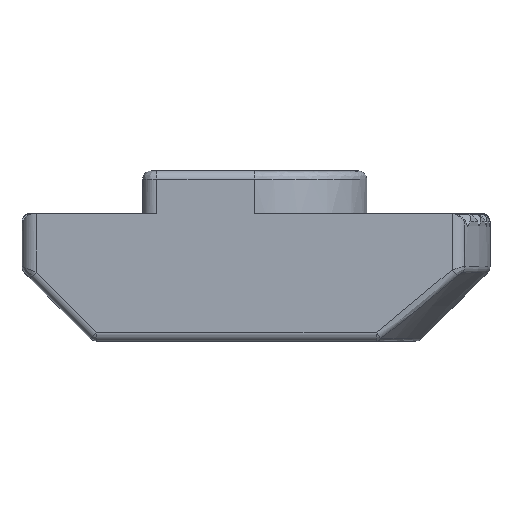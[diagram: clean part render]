
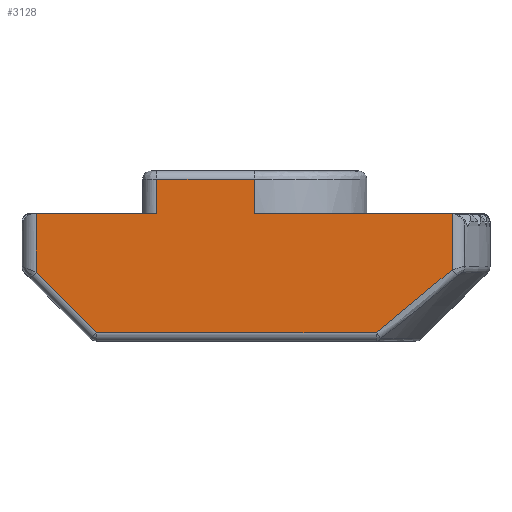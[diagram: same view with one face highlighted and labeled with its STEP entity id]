
A CAD part, front view. The second image highlights one B-rep face of the part: STEP entity #3128.
In plain terms, the highlighted planar face has unit normal (0, -1, 0).
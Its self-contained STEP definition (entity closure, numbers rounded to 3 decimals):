
#67 = ORIENTED_EDGE ( 'NONE', *, *, #3663, .F. ) ;
#77 = CARTESIAN_POINT ( 'NONE',  ( 6.87, -4., 4.5 ) ) ;
#93 = FACE_OUTER_BOUND ( 'NONE', #1915, .T. ) ;
#322 = VERTEX_POINT ( 'NONE', #565 ) ;
#396 = VECTOR ( 'NONE', #2512, 1000. ) ;
#527 = VECTOR ( 'NONE', #1995, 1000. ) ;
#556 = CARTESIAN_POINT ( 'NONE',  ( 6.915, -4., 4.5 ) ) ;
#560 = VERTEX_POINT ( 'NONE', #1282 ) ;
#565 = CARTESIAN_POINT ( 'NONE',  ( -7.75, -4., 2.424 ) ) ;
#613 = CARTESIAN_POINT ( 'NONE',  ( 4.238, -4., 0.3 ) ) ;
#629 = CARTESIAN_POINT ( 'NONE',  ( 4.701, -4., 0.649 ) ) ;
#633 = VERTEX_POINT ( 'NONE', #3331 ) ;
#642 = CARTESIAN_POINT ( 'NONE',  ( 5.152, -4., 1.012 ) ) ;
#702 = ORIENTED_EDGE ( 'NONE', *, *, #2549, .F. ) ;
#719 = EDGE_CURVE ( 'NONE', #322, #2379, #980, .T. ) ;
#724 = CARTESIAN_POINT ( 'NONE',  ( 6.915, -4., 2.517 ) ) ;
#737 = CARTESIAN_POINT ( 'NONE',  ( 6.042, -4., 1.755 ) ) ;
#764 = EDGE_CURVE ( 'NONE', #2379, #633, #1411, .T. ) ;
#767 = CARTESIAN_POINT ( 'NONE',  ( 6.48, -4., 2.133 ) ) ;
#768 = B_SPLINE_CURVE_WITH_KNOTS ( 'NONE', 3,
 ( #724, #767, #737, #642, #629, #613 ),
 .UNSPECIFIED., .F., .F.,
 ( 4, 2, 4 ),
 ( 0., 0.5, 1. ),
 .UNSPECIFIED. ) ;
#794 = VERTEX_POINT ( 'NONE', #1781 ) ;
#817 = VECTOR ( 'NONE', #4459, 1000. ) ;
#898 = EDGE_CURVE ( 'NONE', #3932, #3279, #768, .T. ) ;
#965 = ORIENTED_EDGE ( 'NONE', *, *, #719, .F. ) ;
#971 = ORIENTED_EDGE ( 'NONE', *, *, #3542, .F. ) ;
#980 = LINE ( 'NONE', #2626, #1111 ) ;
#984 = ORIENTED_EDGE ( 'NONE', *, *, #1625, .F. ) ;
#1058 = CARTESIAN_POINT ( 'NONE',  ( -0.05, -4., 4.5 ) ) ;
#1101 = CARTESIAN_POINT ( 'NONE',  ( 6.915, -4., 2.517 ) ) ;
#1111 = VECTOR ( 'NONE', #2587, 1000. ) ;
#1119 = LINE ( 'NONE', #556, #1270 ) ;
#1212 = CARTESIAN_POINT ( 'NONE',  ( -8.25, -4., 0.3 ) ) ;
#1242 = AXIS2_PLACEMENT_3D ( 'NONE', #3189, #3176, #3159 ) ;
#1251 = ORIENTED_EDGE ( 'NONE', *, *, #898, .F. ) ;
#1270 = VECTOR ( 'NONE', #4461, 1000. ) ;
#1282 = CARTESIAN_POINT ( 'NONE',  ( -0.05, -4., 5.7 ) ) ;
#1411 = LINE ( 'NONE', #2022, #527 ) ;
#1471 = VECTOR ( 'NONE', #2789, 1000. ) ;
#1625 = EDGE_CURVE ( 'NONE', #2563, #322, #3395, .T. ) ;
#1748 = CARTESIAN_POINT ( 'NONE',  ( 6.915, -4., 4.498 ) ) ;
#1768 = CARTESIAN_POINT ( 'NONE',  ( 6.9, -4., 4.499 ) ) ;
#1781 = CARTESIAN_POINT ( 'NONE',  ( -3.5, -4., 5.7 ) ) ;
#1821 = CARTESIAN_POINT ( 'NONE',  ( 6.87, -4., 4.5 ) ) ;
#1831 = LINE ( 'NONE', #2631, #2772 ) ;
#1877 = CARTESIAN_POINT ( 'NONE',  ( 4.238, -4., 0.3 ) ) ;
#1888 = CARTESIAN_POINT ( 'NONE',  ( 6.885, -4., 4.5 ) ) ;
#1915 = EDGE_LOOP ( 'NONE', ( #702, #67, #2101, #965, #984, #2926, #1251, #3317, #4476, #971, #4042 ) ) ;
#1995 = DIRECTION ( 'NONE',  ( 1., 0., 0. ) ) ;
#2022 = CARTESIAN_POINT ( 'NONE',  ( -8.25, -4., 4.5 ) ) ;
#2099 = CARTESIAN_POINT ( 'NONE',  ( -5.626, -4., 0.3 ) ) ;
#2101 = ORIENTED_EDGE ( 'NONE', *, *, #764, .F. ) ;
#2201 = EDGE_CURVE ( 'NONE', #560, #4211, #1831, .T. ) ;
#2277 = EDGE_CURVE ( 'NONE', #3279, #2563, #3590, .T. ) ;
#2308 = CARTESIAN_POINT ( 'NONE',  ( -7.75, -4., 4.5 ) ) ;
#2353 = CARTESIAN_POINT ( 'NONE',  ( -3.5, -4., 4.5 ) ) ;
#2364 = B_SPLINE_CURVE_WITH_KNOTS ( 'NONE', 3,
 ( #1821, #1888, #1768, #1748 ),
 .UNSPECIFIED., .F., .F.,
 ( 4, 4 ),
 ( 0., 0. ),
 .UNSPECIFIED. ) ;
#2379 = VERTEX_POINT ( 'NONE', #2308 ) ;
#2512 = DIRECTION ( 'NONE',  ( 0., 0., 1. ) ) ;
#2549 = EDGE_CURVE ( 'NONE', #794, #560, #2987, .T. ) ;
#2563 = VERTEX_POINT ( 'NONE', #2795 ) ;
#2587 = DIRECTION ( 'NONE',  ( 0., 0., 1. ) ) ;
#2626 = CARTESIAN_POINT ( 'NONE',  ( -7.75, -4., 4.5 ) ) ;
#2631 = CARTESIAN_POINT ( 'NONE',  ( -0.05, -4., 4.5 ) ) ;
#2687 = VERTEX_POINT ( 'NONE', #77 ) ;
#2772 = VECTOR ( 'NONE', #2933, 1000. ) ;
#2789 = DIRECTION ( 'NONE',  ( -0.707, 0., 0.707 ) ) ;
#2795 = CARTESIAN_POINT ( 'NONE',  ( -5.626, -4., 0.3 ) ) ;
#2901 = DIRECTION ( 'NONE',  ( 1., 0., 0. ) ) ;
#2926 = ORIENTED_EDGE ( 'NONE', *, *, #2277, .F. ) ;
#2933 = DIRECTION ( 'NONE',  ( 0., 0., -1. ) ) ;
#2945 = CARTESIAN_POINT ( 'NONE',  ( 6.915, -4., 4.498 ) ) ;
#2987 = LINE ( 'NONE', #3495, #3664 ) ;
#3128 = ADVANCED_FACE ( 'NONE', ( #93 ), #3212, .F. ) ;
#3159 = DIRECTION ( 'NONE',  ( 0., 0., 1. ) ) ;
#3176 = DIRECTION ( 'NONE',  ( 0., 1., 0. ) ) ;
#3189 = CARTESIAN_POINT ( 'NONE',  ( -8.25, -4., 4.5 ) ) ;
#3202 = LINE ( 'NONE', #2353, #396 ) ;
#3212 = PLANE ( 'NONE',  #1242 ) ;
#3279 = VERTEX_POINT ( 'NONE', #1877 ) ;
#3281 = EDGE_CURVE ( 'NONE', #2687, #4048, #2364, .T. ) ;
#3317 = ORIENTED_EDGE ( 'NONE', *, *, #3984, .F. ) ;
#3331 = CARTESIAN_POINT ( 'NONE',  ( -3.5, -4., 4.5 ) ) ;
#3395 = LINE ( 'NONE', #2099, #1471 ) ;
#3495 = CARTESIAN_POINT ( 'NONE',  ( -0.05, -4., 5.7 ) ) ;
#3542 = EDGE_CURVE ( 'NONE', #4211, #2687, #3726, .T. ) ;
#3590 = LINE ( 'NONE', #1212, #817 ) ;
#3663 = EDGE_CURVE ( 'NONE', #633, #794, #3202, .T. ) ;
#3664 = VECTOR ( 'NONE', #2901, 1000. ) ;
#3726 = LINE ( 'NONE', #3871, #4258 ) ;
#3871 = CARTESIAN_POINT ( 'NONE',  ( -8.25, -4., 4.5 ) ) ;
#3932 = VERTEX_POINT ( 'NONE', #1101 ) ;
#3984 = EDGE_CURVE ( 'NONE', #4048, #3932, #1119, .T. ) ;
#4042 = ORIENTED_EDGE ( 'NONE', *, *, #2201, .F. ) ;
#4048 = VERTEX_POINT ( 'NONE', #2945 ) ;
#4211 = VERTEX_POINT ( 'NONE', #1058 ) ;
#4258 = VECTOR ( 'NONE', #4314, 1000. ) ;
#4314 = DIRECTION ( 'NONE',  ( 1., 0., 0. ) ) ;
#4459 = DIRECTION ( 'NONE',  ( -1., 0., 0. ) ) ;
#4461 = DIRECTION ( 'NONE',  ( 0., 0., -1. ) ) ;
#4476 = ORIENTED_EDGE ( 'NONE', *, *, #3281, .F. ) ;
